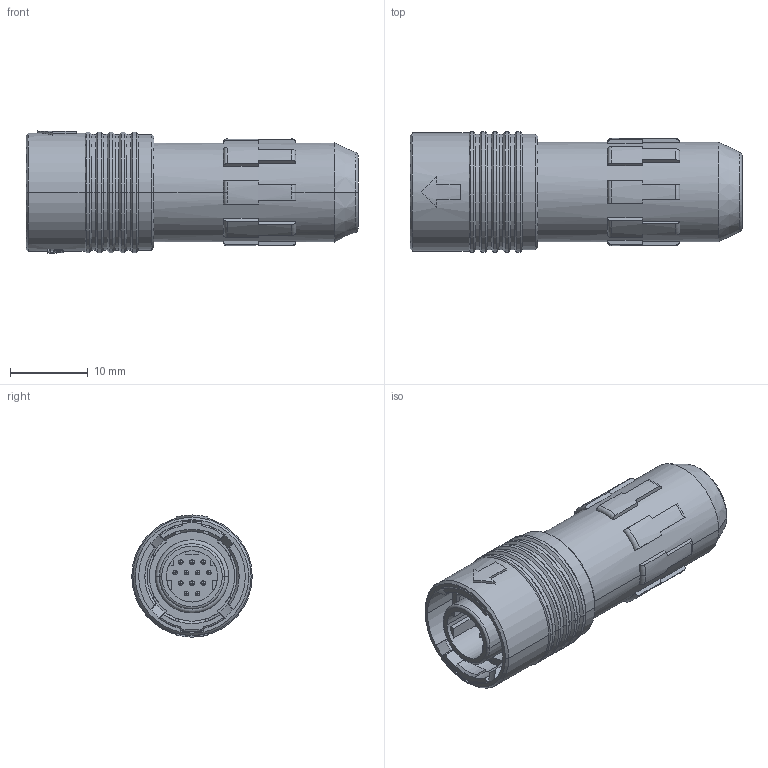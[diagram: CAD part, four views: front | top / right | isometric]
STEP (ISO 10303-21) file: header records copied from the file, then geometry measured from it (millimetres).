
FILE_DESCRIPTION(('OneSpaceDesigner STEP Export'),'2;1');
FILE_NAME('HR30-8P-12P.stp','2008-04-28T 8:03:01',(''),(''),'OneSpace Designer STEP processor for AP214 (Solid Model)','OneSpace Modeling 15.00A 14-Mar-2007 (C) CoCreate Software GmbH','');
FILE_SCHEMA(('AUTOMOTIVE_DESIGN { 1 0 10303 214 1 1 1 1 }'));
Length unit declared in the file: millimetre
Products named in the file (2): HR30-8P-12P
Assembly tree (1 placements, depth 2):
  HR30-8P-12P
    HR30-8P-12P
Bounding box: 42.7 x 15.5 x 15.7 mm (x, y, z)
Volume: 4859.9 mm3; surface area: 4933.4 mm2
Topology: 1 solids, 1 shells, 878 faces, 2460 edges, 1555 vertices
Faces by surface type: plane 357, cylinder 258, cone 193, torus 38, sphere 24, bspline 8
Entity records: 31769 total; most frequent: CARTESIAN_POINT 11212, ORIENTED_EDGE 4872, DIRECTION 3581, EDGE_CURVE 2436, VERTEX_POINT 1555, AXIS2_PLACEMENT_3D 1252, VECTOR 1077, LINE 1077
